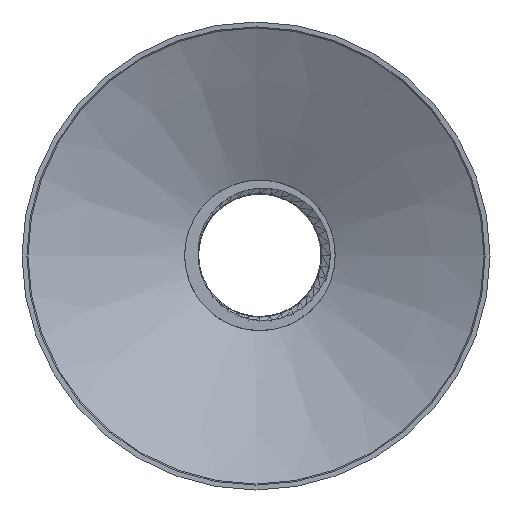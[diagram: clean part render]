
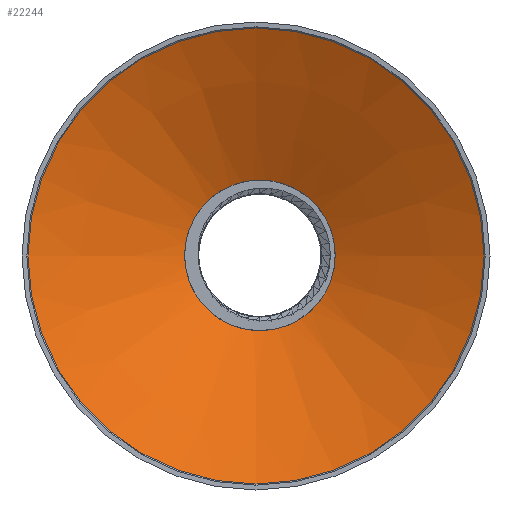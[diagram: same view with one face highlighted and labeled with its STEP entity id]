
A CAD part, front view. The second image highlights one B-rep face of the part: STEP entity #22244.
In plain terms, the highlighted conical face has half-angle 63.342 degrees and reference radius 35.742 mm.
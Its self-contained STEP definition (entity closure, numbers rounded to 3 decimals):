
#1765=CIRCLE('',#23888,56.026);
#1766=CIRCLE('',#23889,56.026);
#1774=CONICAL_SURFACE('',#23890,35.742,1.106);
#3398=FACE_OUTER_BOUND('',#5028,.T.);
#5028=EDGE_LOOP('',(#20594,#20595,#20596,#20597,#20598,#20599,#20600));
#7757=LINE('',#36450,#10485);
#10485=VECTOR('',#29907,35.742);
#10543=B_SPLINE_CURVE_WITH_KNOTS('',3,(#34747,#34748,#34749,#34750,#34751,
#34752,#34753,#34754,#34755,#34756,#34757,#34758,#34759,#34760,#34761,#34762,
#34763,#34764,#34765,#34766,#34767,#34768,#34769,#34770,#34771,#34772,#34773,
#34774,#34775,#34776,#34777,#34778,#34779,#34780),.UNSPECIFIED.,.F.,.F.,
(4,2,2,2,2,2,2,2,2,2,2,2,2,2,2,2,4),(0.,0.364,0.728,
1.092,1.456,1.809,2.161,2.514,
2.866,3.205,3.543,3.882,4.22,
4.55,4.881,5.211,5.541),
 .UNSPECIFIED.);
#10544=B_SPLINE_CURVE_WITH_KNOTS('',3,(#34782,#34783,#34784,#34785),
 .UNSPECIFIED.,.F.,.F.,(4,4),(11.133,11.149),
 .UNSPECIFIED.);
#10545=B_SPLINE_CURVE_WITH_KNOTS('',3,(#34787,#34788,#34789,#34790,#34791,
#34792,#34793,#34794,#34795,#34796,#34797,#34798,#34799,#34800,#34801,#34802,
#34803,#34804,#34805,#34806,#34807,#34808,#34809,#34810,#34811,#34812,#34813,
#34814,#34815,#34816,#34817,#34818,#34819,#34820),.UNSPECIFIED.,.F.,.F.,
(4,2,2,2,2,2,2,2,2,2,2,2,2,2,2,2,4),(5.541,5.874,
6.206,6.539,6.872,7.216,7.561,
7.905,8.249,8.608,8.966,9.325,
9.683,10.05,10.416,10.783,11.133),
 .UNSPECIFIED.);
#11533=VERTEX_POINT('',#34745);
#11534=VERTEX_POINT('',#34746);
#11535=VERTEX_POINT('',#34781);
#11842=VERTEX_POINT('',#36444);
#11843=VERTEX_POINT('',#36446);
#13980=EDGE_CURVE('',#11533,#11534,#10543,.T.);
#13981=EDGE_CURVE('',#11535,#11533,#10544,.T.);
#13983=EDGE_CURVE('',#11534,#11535,#10545,.T.);
#14761=EDGE_CURVE('',#11843,#11842,#1765,.T.);
#14762=EDGE_CURVE('',#11842,#11843,#1766,.T.);
#14763=EDGE_CURVE('',#11843,#11534,#7757,.T.);
#20594=ORIENTED_EDGE('',*,*,#14761,.T.);
#20595=ORIENTED_EDGE('',*,*,#14762,.T.);
#20596=ORIENTED_EDGE('',*,*,#14763,.T.);
#20597=ORIENTED_EDGE('',*,*,#13983,.T.);
#20598=ORIENTED_EDGE('',*,*,#13981,.T.);
#20599=ORIENTED_EDGE('',*,*,#13980,.T.);
#20600=ORIENTED_EDGE('',*,*,#14763,.F.);
#22244=ADVANCED_FACE('',(#3398),#1774,.F.);
#23888=AXIS2_PLACEMENT_3D('',#36447,#29901,#29902);
#23889=AXIS2_PLACEMENT_3D('',#36448,#29903,#29904);
#23890=AXIS2_PLACEMENT_3D('',#36449,#29905,#29906);
#29901=DIRECTION('center_axis',(0.,-1.,0.));
#29902=DIRECTION('ref_axis',(1.,0.,0.));
#29903=DIRECTION('center_axis',(0.,-1.,0.));
#29904=DIRECTION('ref_axis',(1.,0.,0.));
#29905=DIRECTION('center_axis',(0.,-1.,0.));
#29906=DIRECTION('ref_axis',(1.,0.,0.));
#29907=DIRECTION('',(0.894,0.449,0.));
#34745=CARTESIAN_POINT('',(19.446,19.303,0.));
#34746=CARTESIAN_POINT('',(-17.541,20.26,0.));
#34747=CARTESIAN_POINT('Ctrl Pts',(19.446,19.303,0.));
#34748=CARTESIAN_POINT('Ctrl Pts',(19.435,19.309,-1.213));
#34749=CARTESIAN_POINT('Ctrl Pts',(19.302,19.317,-2.465));
#34750=CARTESIAN_POINT('Ctrl Pts',(18.77,19.341,-4.947));
#34751=CARTESIAN_POINT('Ctrl Pts',(18.372,19.357,-6.177));
#34752=CARTESIAN_POINT('Ctrl Pts',(17.327,19.393,-8.524));
#34753=CARTESIAN_POINT('Ctrl Pts',(16.681,19.414,-9.644));
#34754=CARTESIAN_POINT('Ctrl Pts',(15.193,19.46,-11.7));
#34755=CARTESIAN_POINT('Ctrl Pts',(14.352,19.485,-12.636));
#34756=CARTESIAN_POINT('Ctrl Pts',(12.593,19.536,-14.251));
#34757=CARTESIAN_POINT('Ctrl Pts',(11.622,19.564,-14.989));
#34758=CARTESIAN_POINT('Ctrl Pts',(9.52,19.623,-16.269));
#34759=CARTESIAN_POINT('Ctrl Pts',(8.389,19.654,-16.811));
#34760=CARTESIAN_POINT('Ctrl Pts',(6.044,19.718,-17.655));
#34761=CARTESIAN_POINT('Ctrl Pts',(4.827,19.751,-17.958));
#34762=CARTESIAN_POINT('Ctrl Pts',(2.392,19.815,-18.311));
#34763=CARTESIAN_POINT('Ctrl Pts',(1.173,19.847,-18.362));
#34764=CARTESIAN_POINT('Ctrl Pts',(-1.126,19.907,-18.244));
#34765=CARTESIAN_POINT('Ctrl Pts',(-2.287,19.936,-18.079));
#34766=CARTESIAN_POINT('Ctrl Pts',(-4.587,19.994,-17.517));
#34767=CARTESIAN_POINT('Ctrl Pts',(-5.727,20.023,-17.12));
#34768=CARTESIAN_POINT('Ctrl Pts',(-7.905,20.076,-16.112));
#34769=CARTESIAN_POINT('Ctrl Pts',(-8.945,20.101,-15.5));
#34770=CARTESIAN_POINT('Ctrl Pts',(-10.862,20.146,-14.11));
#34771=CARTESIAN_POINT('Ctrl Pts',(-11.739,20.166,-13.332));
#34772=CARTESIAN_POINT('Ctrl Pts',(-13.267,20.199,-11.709));
#34773=CARTESIAN_POINT('Ctrl Pts',(-13.976,20.214,-10.811));
#34774=CARTESIAN_POINT('Ctrl Pts',(-15.227,20.239,-8.865));
#34775=CARTESIAN_POINT('Ctrl Pts',(-15.77,20.249,-7.818));
#34776=CARTESIAN_POINT('Ctrl Pts',(-16.645,20.262,-5.642));
#34777=CARTESIAN_POINT('Ctrl Pts',(-16.978,20.266,-4.51));
#34778=CARTESIAN_POINT('Ctrl Pts',(-17.421,20.267,-2.24));
#34779=CARTESIAN_POINT('Ctrl Pts',(-17.531,20.265,-1.101));
#34780=CARTESIAN_POINT('Ctrl Pts',(-17.541,20.26,0.));
#34781=CARTESIAN_POINT('',(19.446,19.303,0.168));
#34782=CARTESIAN_POINT('Ctrl Pts',(19.446,19.303,0.168));
#34783=CARTESIAN_POINT('Ctrl Pts',(19.446,19.303,0.112));
#34784=CARTESIAN_POINT('Ctrl Pts',(19.446,19.303,0.056));
#34785=CARTESIAN_POINT('Ctrl Pts',(19.446,19.303,0.));
#34787=CARTESIAN_POINT('Ctrl Pts',(-17.541,20.26,0.));
#34788=CARTESIAN_POINT('Ctrl Pts',(-17.551,20.254,1.109));
#34789=CARTESIAN_POINT('Ctrl Pts',(-17.46,20.246,2.258));
#34790=CARTESIAN_POINT('Ctrl Pts',(-17.052,20.224,4.552));
#34791=CARTESIAN_POINT('Ctrl Pts',(-16.735,20.21,5.696));
#34792=CARTESIAN_POINT('Ctrl Pts',(-15.888,20.177,7.902));
#34793=CARTESIAN_POINT('Ctrl Pts',(-15.357,20.158,8.964));
#34794=CARTESIAN_POINT('Ctrl Pts',(-14.125,20.115,10.941));
#34795=CARTESIAN_POINT('Ctrl Pts',(-13.423,20.092,11.855));
#34796=CARTESIAN_POINT('Ctrl Pts',(-11.898,20.043,13.518));
#34797=CARTESIAN_POINT('Ctrl Pts',(-11.015,20.016,14.319));
#34798=CARTESIAN_POINT('Ctrl Pts',(-9.079,19.958,15.751));
#34799=CARTESIAN_POINT('Ctrl Pts',(-8.027,19.928,16.381));
#34800=CARTESIAN_POINT('Ctrl Pts',(-5.82,19.865,17.42));
#34801=CARTESIAN_POINT('Ctrl Pts',(-4.663,19.833,17.829));
#34802=CARTESIAN_POINT('Ctrl Pts',(-2.326,19.77,18.408));
#34803=CARTESIAN_POINT('Ctrl Pts',(-1.146,19.739,18.578));
#34804=CARTESIAN_POINT('Ctrl Pts',(1.193,19.678,18.698));
#34805=CARTESIAN_POINT('Ctrl Pts',(2.431,19.647,18.645));
#34806=CARTESIAN_POINT('Ctrl Pts',(4.905,19.586,18.277));
#34807=CARTESIAN_POINT('Ctrl Pts',(6.139,19.556,17.964));
#34808=CARTESIAN_POINT('Ctrl Pts',(8.516,19.5,17.092));
#34809=CARTESIAN_POINT('Ctrl Pts',(9.66,19.474,16.531));
#34810=CARTESIAN_POINT('Ctrl Pts',(11.783,19.427,15.21));
#34811=CARTESIAN_POINT('Ctrl Pts',(12.762,19.406,14.45));
#34812=CARTESIAN_POINT('Ctrl Pts',(14.521,19.369,12.793));
#34813=CARTESIAN_POINT('Ctrl Pts',(15.355,19.353,11.839));
#34814=CARTESIAN_POINT('Ctrl Pts',(16.823,19.326,9.748));
#34815=CARTESIAN_POINT('Ctrl Pts',(17.457,19.315,8.612));
#34816=CARTESIAN_POINT('Ctrl Pts',(18.471,19.3,6.234));
#34817=CARTESIAN_POINT('Ctrl Pts',(18.852,19.296,4.99));
#34818=CARTESIAN_POINT('Ctrl Pts',(19.334,19.295,2.541));
#34819=CARTESIAN_POINT('Ctrl Pts',(19.446,19.297,1.337));
#34820=CARTESIAN_POINT('Ctrl Pts',(19.446,19.303,0.168));
#36444=CARTESIAN_POINT('',(0.,0.938,56.026));
#36446=CARTESIAN_POINT('',(-56.026,0.938,0.));
#36447=CARTESIAN_POINT('Origin',(0.,0.938,0.));
#36448=CARTESIAN_POINT('Origin',(0.,0.938,0.));
#36449=CARTESIAN_POINT('Origin',(0.,11.122,0.));
#36450=CARTESIAN_POINT('',(-35.742,11.122,0.));
